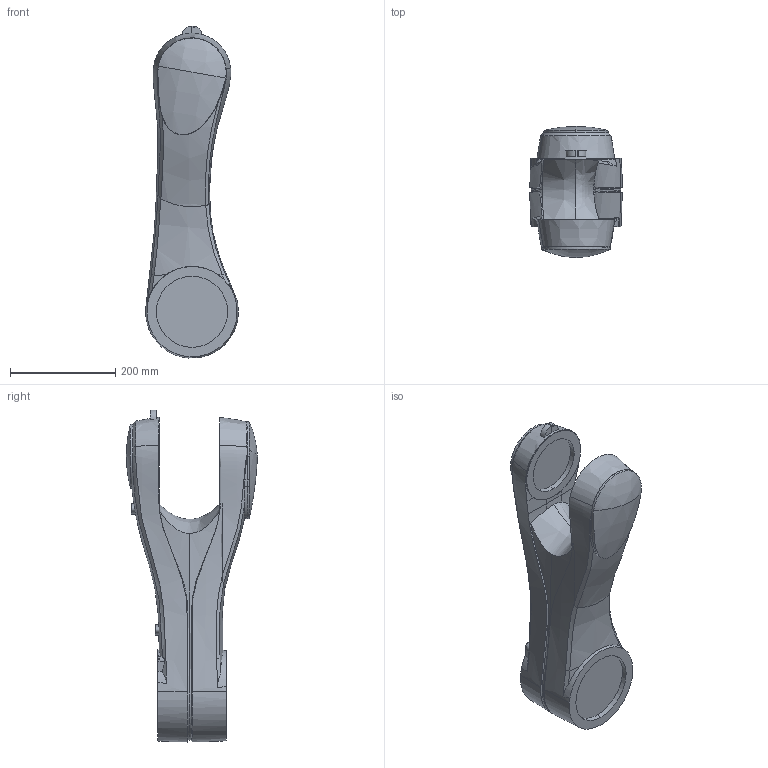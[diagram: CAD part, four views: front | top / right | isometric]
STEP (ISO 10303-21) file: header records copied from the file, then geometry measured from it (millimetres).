
FILE_DESCRIPTION (( 'STEP AP203' ), '1' );
FILE_NAME ('test2.STEP', '2021-03-10T15:44:44', ( '' ), ( '' ), 'SwSTEP 2.0', 'SolidWorks 2019', '' );
FILE_SCHEMA (( 'CONFIG_CONTROL_DESIGN' ));
Length unit declared in the file: millimetre
Products named in the file (1): test2
Bounding box: 175.97 x 248.98 x 630.3 mm (x, y, z)
Volume: 9113490.7 mm3; surface area: 398684.5 mm2
Topology: 1 solids, 1 shells, 185 faces, 478 edges, 309 vertices
Faces by surface type: bspline 91, plane 56, cylinder 26, cone 10, sphere 2
Entity records: 18016 total; most frequent: CARTESIAN_POINT 14308, ORIENTED_EDGE 956, EDGE_CURVE 478, DIRECTION 427, VERTEX_POINT 309, B_SPLINE_CURVE_WITH_KNOTS 307, EDGE_LOOP 199, ADVANCED_FACE 185
